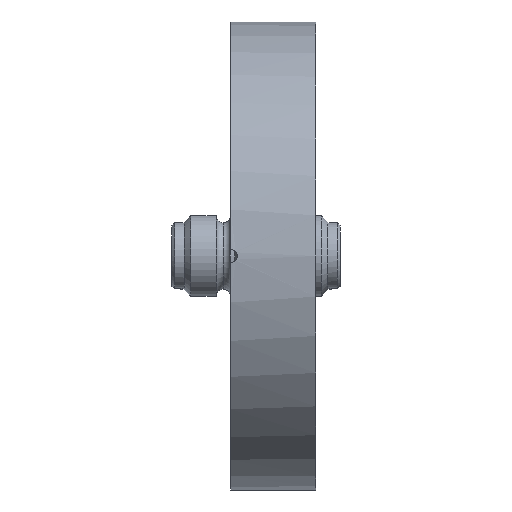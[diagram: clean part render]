
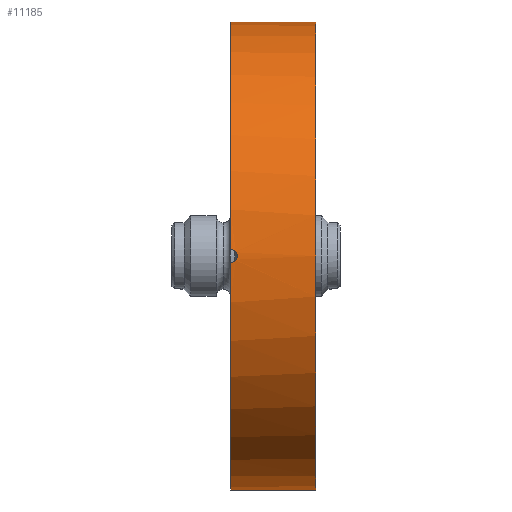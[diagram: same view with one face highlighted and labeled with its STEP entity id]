
A CAD part, left-side view. The second image highlights one B-rep face of the part: STEP entity #11185.
In plain terms, the highlighted cylindrical face has radius 34.95 mm (diameter 69.9 mm), a partial arc.
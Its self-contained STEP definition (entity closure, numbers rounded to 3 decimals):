
#17 = CARTESIAN_POINT ( 'NONE',  ( -34.936, -0.264, -1. ) ) ;
#46 = DIRECTION ( 'NONE',  ( 0., 1., 0. ) ) ;
#321 = VECTOR ( 'NONE', #5624, 1000. ) ;
#539 = AXIS2_PLACEMENT_3D ( 'NONE', #6439, #1859, #11851 ) ;
#737 = CARTESIAN_POINT ( 'NONE',  ( -34.947, -0.874, -0.503 ) ) ;
#1158 = ORIENTED_EDGE ( 'NONE', *, *, #11479, .T. ) ;
#1427 = CARTESIAN_POINT ( 'NONE',  ( 0., -12.7, 34.95 ) ) ;
#1463 = DIRECTION ( 'NONE',  ( 0., 1., 0. ) ) ;
#1709 = CARTESIAN_POINT ( 'NONE',  ( -34.939, -0.521, -0.893 ) ) ;
#1859 = DIRECTION ( 'NONE',  ( 0., 1., 0. ) ) ;
#2043 = CARTESIAN_POINT ( 'NONE',  ( 0., 0., 34.95 ) ) ;
#2059 = VERTEX_POINT ( 'NONE', #7069 ) ;
#2093 = VERTEX_POINT ( 'NONE', #9816 ) ;
#2132 = VECTOR ( 'NONE', #1463, 1000. ) ;
#2277 = FACE_OUTER_BOUND ( 'NONE', #4091, .T. ) ;
#2378 = ORIENTED_EDGE ( 'NONE', *, *, #11351, .T. ) ;
#2489 = B_SPLINE_CURVE_WITH_KNOTS ( 'NONE', 3,
 ( #8805, #8976, #9951, #11778, #6244, #2590, #4432, #11750, #9918, #6328, #6291, #737, #7216, #1709, #17, #4698 ),
 .UNSPECIFIED., .F., .F.,
 ( 4, 2, 2, 2, 2, 2, 2, 4 ),
 ( 0., 0., 0.001, 0.001, 0.002, 0.002, 0.002, 0.003 ),
 .UNSPECIFIED. ) ;
#2590 = CARTESIAN_POINT ( 'NONE',  ( -34.945, -0.799, 0.615 ) ) ;
#2787 = LINE ( 'NONE', #10179, #321 ) ;
#2788 = CARTESIAN_POINT ( 'NONE',  ( 0., -12.7, 0. ) ) ;
#3513 = EDGE_CURVE ( 'NONE', #6405, #8175, #2787, .T. ) ;
#4078 = DIRECTION ( 'NONE',  ( 0., 0., 1. ) ) ;
#4091 = EDGE_LOOP ( 'NONE', ( #11603, #10152, #2378, #10486, #1158, #4300 ) ) ;
#4300 = ORIENTED_EDGE ( 'NONE', *, *, #10626, .F. ) ;
#4432 = CARTESIAN_POINT ( 'NONE',  ( -34.947, -0.874, 0.503 ) ) ;
#4698 = CARTESIAN_POINT ( 'NONE',  ( -34.936, 0., -1. ) ) ;
#5029 = AXIS2_PLACEMENT_3D ( 'NONE', #10489, #5909, #4078 ) ;
#5333 = DIRECTION ( 'NONE',  ( 0., 0., 1. ) ) ;
#5603 = VERTEX_POINT ( 'NONE', #2043 ) ;
#5624 = DIRECTION ( 'NONE',  ( 0., 1., 0. ) ) ;
#5909 = DIRECTION ( 'NONE',  ( 0., 1., 0. ) ) ;
#5999 = CIRCLE ( 'NONE', #6248, 34.95 ) ;
#6147 = CARTESIAN_POINT ( 'NONE',  ( 0., 0., -34.95 ) ) ;
#6244 = CARTESIAN_POINT ( 'NONE',  ( -34.941, -0.615, 0.799 ) ) ;
#6248 = AXIS2_PLACEMENT_3D ( 'NONE', #10809, #8151, #5333 ) ;
#6291 = CARTESIAN_POINT ( 'NONE',  ( -34.949, -0.974, -0.261 ) ) ;
#6328 = CARTESIAN_POINT ( 'NONE',  ( -34.95, -1., -0.13 ) ) ;
#6405 = VERTEX_POINT ( 'NONE', #10904 ) ;
#6439 = CARTESIAN_POINT ( 'NONE',  ( 0., 0., 0. ) ) ;
#6884 = AXIS2_PLACEMENT_3D ( 'NONE', #2788, #46, #10917 ) ;
#7069 = CARTESIAN_POINT ( 'NONE',  ( -34.936, 0., 1. ) ) ;
#7216 = CARTESIAN_POINT ( 'NONE',  ( -34.945, -0.801, -0.613 ) ) ;
#8059 = EDGE_CURVE ( 'NONE', #6405, #9149, #8064, .T. ) ;
#8064 = CIRCLE ( 'NONE', #5029, 34.95 ) ;
#8151 = DIRECTION ( 'NONE',  ( 0., 1., 0. ) ) ;
#8175 = VERTEX_POINT ( 'NONE', #6147 ) ;
#8371 = EDGE_CURVE ( 'NONE', #2059, #5603, #5999, .T. ) ;
#8805 = CARTESIAN_POINT ( 'NONE',  ( -34.936, 0., 1. ) ) ;
#8976 = CARTESIAN_POINT ( 'NONE',  ( -34.936, -0.132, 1. ) ) ;
#9149 = VERTEX_POINT ( 'NONE', #10194 ) ;
#9816 = CARTESIAN_POINT ( 'NONE',  ( -34.936, 0., -1. ) ) ;
#9861 = CYLINDRICAL_SURFACE ( 'NONE', #6884, 34.95 ) ;
#9918 = CARTESIAN_POINT ( 'NONE',  ( -34.95, -1., 0.131 ) ) ;
#9951 = CARTESIAN_POINT ( 'NONE',  ( -34.936, -0.262, 0.974 ) ) ;
#10152 = ORIENTED_EDGE ( 'NONE', *, *, #8059, .T. ) ;
#10179 = CARTESIAN_POINT ( 'NONE',  ( 0., -12.7, -34.95 ) ) ;
#10194 = CARTESIAN_POINT ( 'NONE',  ( 0., -12.7, 34.95 ) ) ;
#10486 = ORIENTED_EDGE ( 'NONE', *, *, #8371, .F. ) ;
#10489 = CARTESIAN_POINT ( 'NONE',  ( 0., -12.7, 0. ) ) ;
#10626 = EDGE_CURVE ( 'NONE', #8175, #2093, #11167, .T. ) ;
#10809 = CARTESIAN_POINT ( 'NONE',  ( 0., 0., 0. ) ) ;
#10904 = CARTESIAN_POINT ( 'NONE',  ( 0., -12.7, -34.95 ) ) ;
#10917 = DIRECTION ( 'NONE',  ( 0., 0., 1. ) ) ;
#11006 = LINE ( 'NONE', #1427, #2132 ) ;
#11167 = CIRCLE ( 'NONE', #539, 34.95 ) ;
#11185 = ADVANCED_FACE ( 'NONE', ( #2277 ), #9861, .T. ) ;
#11351 = EDGE_CURVE ( 'NONE', #9149, #5603, #11006, .T. ) ;
#11479 = EDGE_CURVE ( 'NONE', #2059, #2093, #2489, .T. ) ;
#11603 = ORIENTED_EDGE ( 'NONE', *, *, #3513, .F. ) ;
#11750 = CARTESIAN_POINT ( 'NONE',  ( -34.949, -0.974, 0.263 ) ) ;
#11778 = CARTESIAN_POINT ( 'NONE',  ( -34.939, -0.504, 0.874 ) ) ;
#11851 = DIRECTION ( 'NONE',  ( 0., 0., 1. ) ) ;
